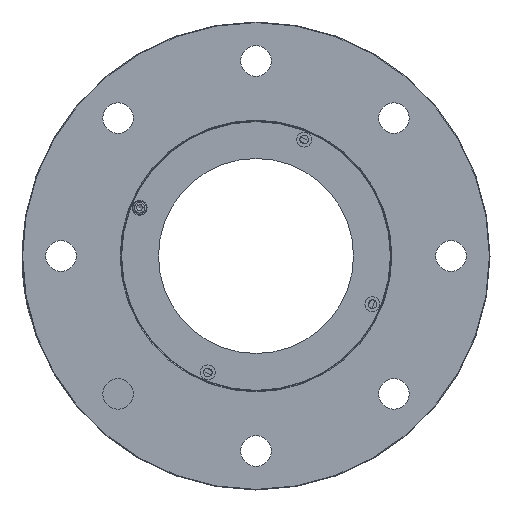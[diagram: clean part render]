
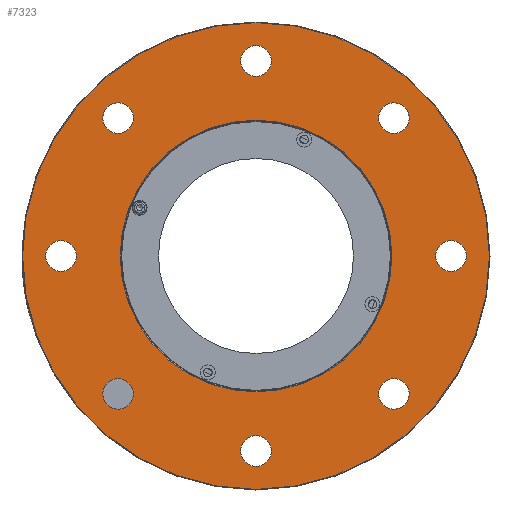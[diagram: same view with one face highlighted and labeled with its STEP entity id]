
A CAD part, left-side view. The second image highlights one B-rep face of the part: STEP entity #7323.
In plain terms, the highlighted planar face has unit normal (-1, 0, 0).
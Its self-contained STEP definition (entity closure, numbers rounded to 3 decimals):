
#81 = CIRCLE ( 'NONE', #11000, 77.8 ) ;
#135 = ORIENTED_EDGE ( 'NONE', *, *, #352, .F. ) ;
#190 = EDGE_CURVE ( 'NONE', #27109, #27109, #34396, .T. ) ;
#247 = CARTESIAN_POINT ( 'NONE',  ( 0., -45.962, 45.962 ) ) ;
#352 = EDGE_CURVE ( 'NONE', #7510, #7510, #3337, .T. ) ;
#374 = DIRECTION ( 'NONE',  ( 0., 0., 1. ) ) ;
#377 = CIRCLE ( 'NONE', #3288, 5.1 ) ;
#1080 = CIRCLE ( 'NONE', #16005, 5.1 ) ;
#1295 = FACE_BOUND ( 'NONE', #28509, .T. ) ;
#1501 = CARTESIAN_POINT ( 'NONE',  ( 0., 0., -77.8 ) ) ;
#1585 = EDGE_CURVE ( 'NONE', #30006, #30006, #1080, .T. ) ;
#1597 = EDGE_LOOP ( 'NONE', ( #34128 ) ) ;
#1777 = DIRECTION ( 'NONE',  ( -1., 0., 0. ) ) ;
#2189 = FACE_BOUND ( 'NONE', #16551, .T. ) ;
#2302 = FACE_BOUND ( 'NONE', #35469, .T. ) ;
#3112 = DIRECTION ( 'NONE',  ( 0., 0., 1. ) ) ;
#3288 = AXIS2_PLACEMENT_3D ( 'NONE', #16399, #36225, #19275 ) ;
#3337 = CIRCLE ( 'NONE', #26876, 5.1 ) ;
#4558 = EDGE_CURVE ( 'NONE', #33130, #33130, #12113, .T. ) ;
#4760 = VERTEX_POINT ( 'NONE', #6972 ) ;
#4912 = AXIS2_PLACEMENT_3D ( 'NONE', #11073, #28024, #8233 ) ;
#5061 = CARTESIAN_POINT ( 'NONE',  ( 0., 0., -65. ) ) ;
#5420 = DIRECTION ( 'NONE',  ( -1., 0., 0. ) ) ;
#5761 = FACE_OUTER_BOUND ( 'NONE', #20534, .T. ) ;
#6859 = CARTESIAN_POINT ( 'NONE',  ( 0., 65., 5.1 ) ) ;
#6972 = CARTESIAN_POINT ( 'NONE',  ( 0., 45.962, -40.862 ) ) ;
#7017 = DIRECTION ( 'NONE',  ( -1., 0., 0. ) ) ;
#7323 = ADVANCED_FACE ( 'NONE', ( #5761, #35025, #2302, #14195, #19976, #27491, #2189, #23036, #7998, #1295 ), #35456, .F. ) ;
#7492 = EDGE_LOOP ( 'NONE', ( #10040 ) ) ;
#7510 = VERTEX_POINT ( 'NONE', #32026 ) ;
#7955 = DIRECTION ( 'NONE',  ( 0., 0., 1. ) ) ;
#7998 = FACE_BOUND ( 'NONE', #7492, .T. ) ;
#8233 = DIRECTION ( 'NONE',  ( 0., 0., 1. ) ) ;
#8369 = EDGE_LOOP ( 'NONE', ( #27154 ) ) ;
#8427 = DIRECTION ( 'NONE',  ( 0., 0., 1. ) ) ;
#9932 = DIRECTION ( 'NONE',  ( 1., 0., 0. ) ) ;
#10040 = ORIENTED_EDGE ( 'NONE', *, *, #14077, .F. ) ;
#10973 = EDGE_CURVE ( 'NONE', #4760, #4760, #14637, .T. ) ;
#11000 = AXIS2_PLACEMENT_3D ( 'NONE', #18817, #1777, #21635 ) ;
#11073 = CARTESIAN_POINT ( 'NONE',  ( 0., 0., 0. ) ) ;
#11169 = EDGE_LOOP ( 'NONE', ( #25839 ) ) ;
#11641 = CIRCLE ( 'NONE', #4912, 45.289 ) ;
#12113 = CIRCLE ( 'NONE', #34781, 5.1 ) ;
#12433 = CARTESIAN_POINT ( 'NONE',  ( 0., 0., -59.9 ) ) ;
#12647 = VERTEX_POINT ( 'NONE', #1501 ) ;
#12802 = CARTESIAN_POINT ( 'NONE',  ( 0., 0., 70.1 ) ) ;
#12994 = CARTESIAN_POINT ( 'NONE',  ( 0., 45.962, 45.962 ) ) ;
#13239 = DIRECTION ( 'NONE',  ( -1., 0., 0. ) ) ;
#13282 = ORIENTED_EDGE ( 'NONE', *, *, #10973, .F. ) ;
#14077 = EDGE_CURVE ( 'NONE', #36695, #36695, #11641, .T. ) ;
#14195 = FACE_BOUND ( 'NONE', #1597, .T. ) ;
#14455 = ORIENTED_EDGE ( 'NONE', *, *, #190, .F. ) ;
#14637 = CIRCLE ( 'NONE', #36256, 5.1 ) ;
#15230 = DIRECTION ( 'NONE',  ( -1., 0., 0. ) ) ;
#15440 = DIRECTION ( 'NONE',  ( 0., 0., 1. ) ) ;
#15929 = CIRCLE ( 'NONE', #19866, 5.1 ) ;
#16005 = AXIS2_PLACEMENT_3D ( 'NONE', #5061, #24884, #7955 ) ;
#16399 = CARTESIAN_POINT ( 'NONE',  ( 0., 0., 65. ) ) ;
#16551 = EDGE_LOOP ( 'NONE', ( #13282 ) ) ;
#17774 = ORIENTED_EDGE ( 'NONE', *, *, #1585, .F. ) ;
#18817 = CARTESIAN_POINT ( 'NONE',  ( 0., 0., 0. ) ) ;
#19074 = EDGE_CURVE ( 'NONE', #23796, #23796, #377, .T. ) ;
#19275 = DIRECTION ( 'NONE',  ( 0., 0., 1. ) ) ;
#19866 = AXIS2_PLACEMENT_3D ( 'NONE', #32220, #15230, #35068 ) ;
#19976 = FACE_BOUND ( 'NONE', #8369, .T. ) ;
#20129 = DIRECTION ( 'NONE',  ( -1., 0., 0. ) ) ;
#20475 = CIRCLE ( 'NONE', #24025, 5.1 ) ;
#20534 = EDGE_LOOP ( 'NONE', ( #31814 ) ) ;
#21179 = VERTEX_POINT ( 'NONE', #21501 ) ;
#21501 = CARTESIAN_POINT ( 'NONE',  ( 0., -65., 5.1 ) ) ;
#21523 = EDGE_CURVE ( 'NONE', #12647, #12647, #81, .T. ) ;
#21635 = DIRECTION ( 'NONE',  ( 0., 0., -1. ) ) ;
#22313 = EDGE_LOOP ( 'NONE', ( #14455 ) ) ;
#22935 = DIRECTION ( 'NONE',  ( -1., 0., 0. ) ) ;
#23036 = FACE_BOUND ( 'NONE', #11169, .T. ) ;
#23796 = VERTEX_POINT ( 'NONE', #12802 ) ;
#23830 = VERTEX_POINT ( 'NONE', #32758 ) ;
#23987 = CARTESIAN_POINT ( 'NONE',  ( 0., 45.962, -45.962 ) ) ;
#24025 = AXIS2_PLACEMENT_3D ( 'NONE', #247, #20129, #3112 ) ;
#24884 = DIRECTION ( 'NONE',  ( -1., 0., 0. ) ) ;
#24994 = AXIS2_PLACEMENT_3D ( 'NONE', #12994, #5420, #8427 ) ;
#25261 = EDGE_CURVE ( 'NONE', #23830, #23830, #20475, .T. ) ;
#25839 = ORIENTED_EDGE ( 'NONE', *, *, #4558, .F. ) ;
#26876 = AXIS2_PLACEMENT_3D ( 'NONE', #33992, #22935, #374 ) ;
#26880 = DIRECTION ( 'NONE',  ( 0., 0., -1. ) ) ;
#27109 = VERTEX_POINT ( 'NONE', #29171 ) ;
#27154 = ORIENTED_EDGE ( 'NONE', *, *, #29052, .F. ) ;
#27491 = FACE_BOUND ( 'NONE', #36646, .T. ) ;
#28024 = DIRECTION ( 'NONE',  ( -1., 0., 0. ) ) ;
#28509 = EDGE_LOOP ( 'NONE', ( #135 ) ) ;
#28998 = ORIENTED_EDGE ( 'NONE', *, *, #19074, .F. ) ;
#29052 = EDGE_CURVE ( 'NONE', #21179, #21179, #15929, .T. ) ;
#29171 = CARTESIAN_POINT ( 'NONE',  ( 0., 45.962, 51.062 ) ) ;
#29744 = CARTESIAN_POINT ( 'NONE',  ( 0., 78., 0. ) ) ;
#30006 = VERTEX_POINT ( 'NONE', #12433 ) ;
#30765 = AXIS2_PLACEMENT_3D ( 'NONE', #29744, #9932, #26880 ) ;
#31814 = ORIENTED_EDGE ( 'NONE', *, *, #21523, .T. ) ;
#32026 = CARTESIAN_POINT ( 'NONE',  ( 0., -45.962, -40.862 ) ) ;
#32220 = CARTESIAN_POINT ( 'NONE',  ( 0., -65., 0. ) ) ;
#32758 = CARTESIAN_POINT ( 'NONE',  ( 0., -45.962, 51.062 ) ) ;
#32957 = CARTESIAN_POINT ( 'NONE',  ( 0., 65., 0. ) ) ;
#33130 = VERTEX_POINT ( 'NONE', #6859 ) ;
#33992 = CARTESIAN_POINT ( 'NONE',  ( 0., -45.962, -45.962 ) ) ;
#34128 = ORIENTED_EDGE ( 'NONE', *, *, #25261, .F. ) ;
#34396 = CIRCLE ( 'NONE', #24994, 5.1 ) ;
#34781 = AXIS2_PLACEMENT_3D ( 'NONE', #32957, #13239, #36340 ) ;
#35025 = FACE_BOUND ( 'NONE', #22313, .T. ) ;
#35068 = DIRECTION ( 'NONE',  ( 0., 0., 1. ) ) ;
#35358 = CARTESIAN_POINT ( 'NONE',  ( 0., 0., 45.289 ) ) ;
#35456 = PLANE ( 'NONE',  #30765 ) ;
#35469 = EDGE_LOOP ( 'NONE', ( #28998 ) ) ;
#36225 = DIRECTION ( 'NONE',  ( -1., 0., 0. ) ) ;
#36256 = AXIS2_PLACEMENT_3D ( 'NONE', #23987, #7017, #15440 ) ;
#36340 = DIRECTION ( 'NONE',  ( 0., 0., 1. ) ) ;
#36646 = EDGE_LOOP ( 'NONE', ( #17774 ) ) ;
#36695 = VERTEX_POINT ( 'NONE', #35358 ) ;
